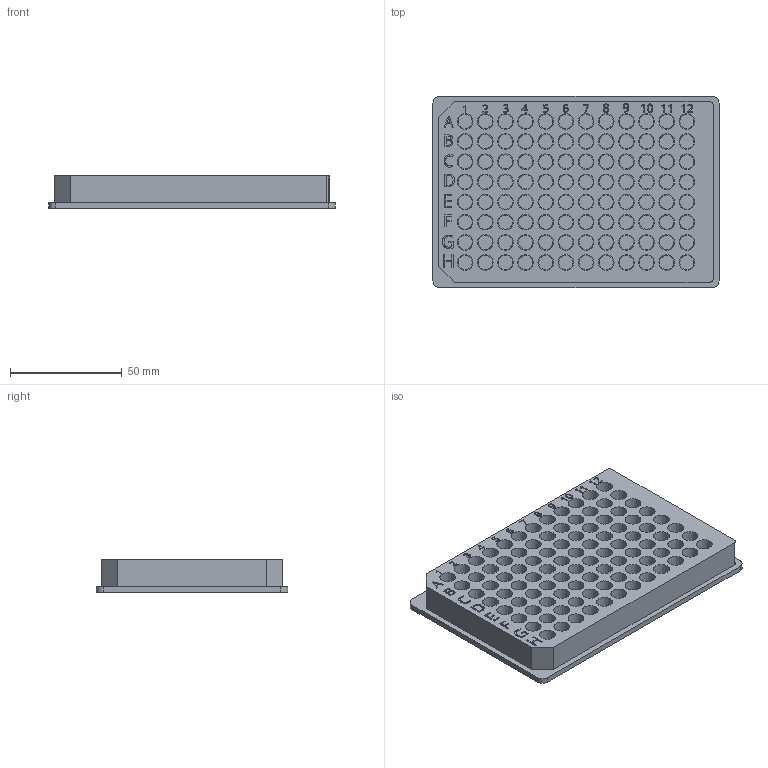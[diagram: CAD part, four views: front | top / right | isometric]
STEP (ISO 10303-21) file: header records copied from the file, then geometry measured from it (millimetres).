
FILE_DESCRIPTION( ( '' ), ' ' );
FILE_NAME( '5d4df323558e7f14fe8bf9ce.step', '2019-08-09T22:26:43', ( '' ), ( '' ), ' ', ' ', ' ' );
FILE_SCHEMA( ( 'AUTOMOTIVE_DESIGN { 1 0 10303 214 1 1 1 1 }' ) );
Length unit declared in the file: metre
Products named in the file (1): 96 Well Plate, F-bottom, Standard
Bounding box: 127.76 x 85.48 x 14.6 mm (x, y, z)
Volume: 25302.5 mm3; surface area: 79802.3 mm2
Topology: 1 solids, 1 shells, 823 faces, 1779 edges, 1186 vertices
Faces by surface type: plane 404, extrusion 221, cone 192, cylinder 6
Entity records: 28351 total; most frequent: CARTESIAN_POINT 4923, ORIENTED_EDGE 3174, DIRECTION 2968, EDGE_CURVE 1587, EDGE_LOOP 1243, VERTEX_POINT 1186, AXIS2_PLACEMENT_3D 999, VECTOR 970
